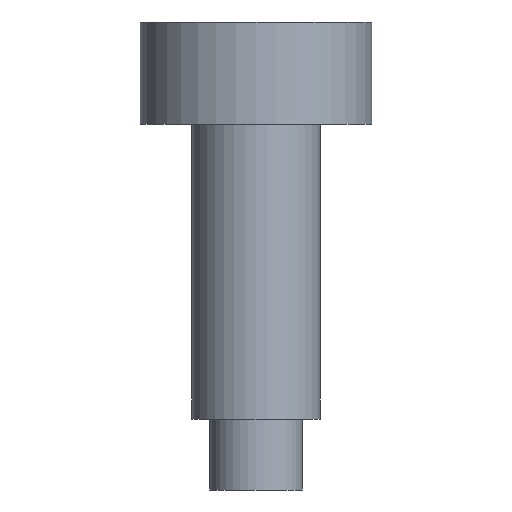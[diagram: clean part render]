
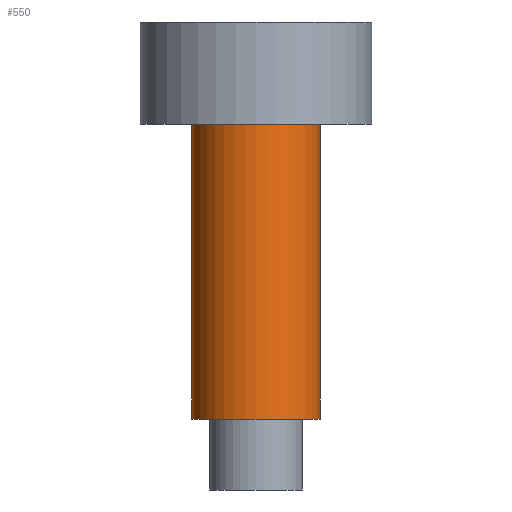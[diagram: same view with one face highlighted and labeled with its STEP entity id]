
A CAD part, front view. The second image highlights one B-rep face of the part: STEP entity #550.
In plain terms, the highlighted cylindrical face has radius 11.989 mm (diameter 23.978 mm), a partial arc.
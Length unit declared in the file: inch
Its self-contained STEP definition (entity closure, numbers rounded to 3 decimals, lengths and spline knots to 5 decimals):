
#189 = CIRCLE ( 'NONE', #887, 0.472 ) ;
#300 = ORIENTED_EDGE ( 'NONE', *, *, #416, .F. ) ;
#316 = EDGE_CURVE ( 'NONE', #1230, #849, #1045, .T. ) ;
#336 = ORIENTED_EDGE ( 'NONE', *, *, #1105, .F. ) ;
#352 = CYLINDRICAL_SURFACE ( 'NONE', #804, 0.472 ) ;
#416 = EDGE_CURVE ( 'NONE', #1188, #849, #1149, .T. ) ;
#426 = EDGE_CURVE ( 'NONE', #612, #1230, #1261, .T. ) ;
#477 = FACE_OUTER_BOUND ( 'NONE', #1014, .T. ) ;
#488 = CARTESIAN_POINT ( 'NONE',  ( 0., 0., -2.16 ) ) ;
#491 = DIRECTION ( 'NONE',  ( 0., 0., -1. ) ) ;
#494 = DIRECTION ( 'NONE',  ( -1., 0., 0. ) ) ;
#517 = CARTESIAN_POINT ( 'NONE',  ( -0.472, 0., 0.25 ) ) ;
#550 = ADVANCED_FACE ( 'NONE', ( #477 ), #352, .T. ) ;
#573 = CARTESIAN_POINT ( 'NONE',  ( -0.472, 0., -2.16 ) ) ;
#586 = CARTESIAN_POINT ( 'NONE',  ( 0.472, 0., 0.25 ) ) ;
#612 = VERTEX_POINT ( 'NONE', #875 ) ;
#642 = VECTOR ( 'NONE', #762, 39.37008 ) ;
#729 = CARTESIAN_POINT ( 'NONE',  ( -0.472, 0., -2.16 ) ) ;
#732 = CARTESIAN_POINT ( 'NONE',  ( 0.472, 0., -2.16 ) ) ;
#739 = DIRECTION ( 'NONE',  ( 0., 0., 1. ) ) ;
#762 = DIRECTION ( 'NONE',  ( 0., 0., 1. ) ) ;
#804 = AXIS2_PLACEMENT_3D ( 'NONE', #975, #965, #969 ) ;
#832 = DIRECTION ( 'NONE',  ( -1., 0., 0. ) ) ;
#849 = VERTEX_POINT ( 'NONE', #517 ) ;
#875 = CARTESIAN_POINT ( 'NONE',  ( 0.472, 0., -2.16 ) ) ;
#887 = AXIS2_PLACEMENT_3D ( 'NONE', #488, #491, #494 ) ;
#965 = DIRECTION ( 'NONE',  ( 0., 0., 1. ) ) ;
#969 = DIRECTION ( 'NONE',  ( 1., 0., 0. ) ) ;
#975 = CARTESIAN_POINT ( 'NONE',  ( 0., 0., -2.16 ) ) ;
#985 = AXIS2_PLACEMENT_3D ( 'NONE', #1135, #1005, #832 ) ;
#1005 = DIRECTION ( 'NONE',  ( 0., 0., -1. ) ) ;
#1014 = EDGE_LOOP ( 'NONE', ( #300, #336, #1125, #1054 ) ) ;
#1045 = CIRCLE ( 'NONE', #985, 0.472 ) ;
#1054 = ORIENTED_EDGE ( 'NONE', *, *, #316, .T. ) ;
#1105 = EDGE_CURVE ( 'NONE', #612, #1188, #189, .T. ) ;
#1125 = ORIENTED_EDGE ( 'NONE', *, *, #426, .T. ) ;
#1135 = CARTESIAN_POINT ( 'NONE',  ( 0., 0., 0.25 ) ) ;
#1149 = LINE ( 'NONE', #729, #1268 ) ;
#1188 = VERTEX_POINT ( 'NONE', #573 ) ;
#1230 = VERTEX_POINT ( 'NONE', #586 ) ;
#1261 = LINE ( 'NONE', #732, #642 ) ;
#1268 = VECTOR ( 'NONE', #739, 39.37008 ) ;
